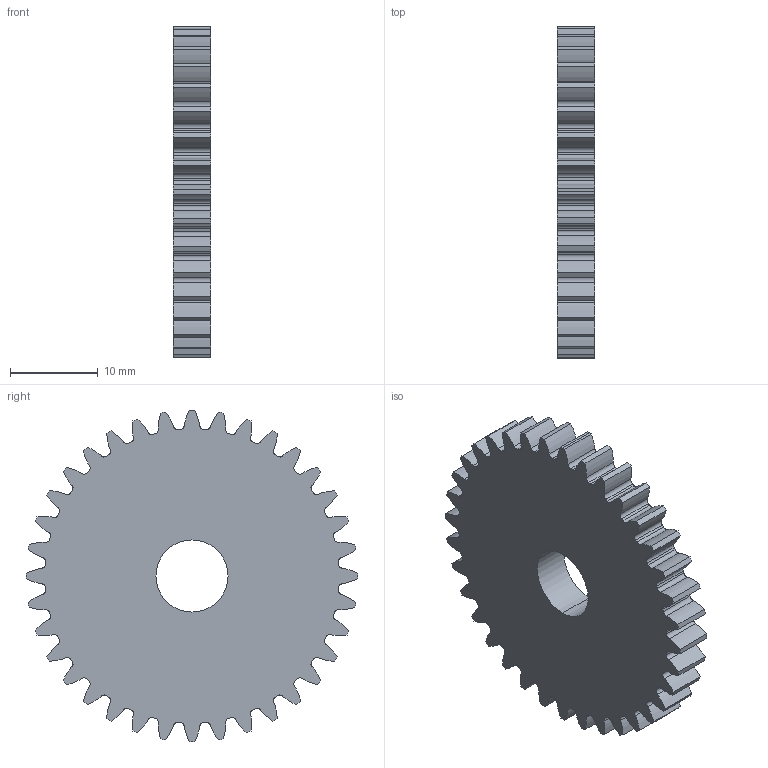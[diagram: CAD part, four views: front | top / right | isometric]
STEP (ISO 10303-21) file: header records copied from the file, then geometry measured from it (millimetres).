
FILE_DESCRIPTION (( 'STEP AP214' ), '1' );
FILE_NAME ('PLANETS_J3.STEP', '2021-04-07T10:01:05', ( '' ), ( '' ), 'SwSTEP 2.0', 'SolidWorks 2020', '' );
FILE_SCHEMA (( 'AUTOMOTIVE_DESIGN' ));
Length unit declared in the file: millimetre
Products named in the file (1): PLANETS_J3
Bounding box: 4.3 x 37.8 x 37.8 mm (x, y, z)
Volume: 4036.3 mm3; surface area: 2914.8 mm2
Topology: 1 solids, 1 shells, 237 faces, 705 edges, 470 vertices
Faces by surface type: cylinder 163, bspline 72, plane 2
Entity records: 8575 total; most frequent: CARTESIAN_POINT 2349, ORIENTED_EDGE 1410, DIRECTION 1219, EDGE_CURVE 705, AXIS2_PLACEMENT_3D 492, VERTEX_POINT 470, CIRCLE 326, EDGE_LOOP 239
